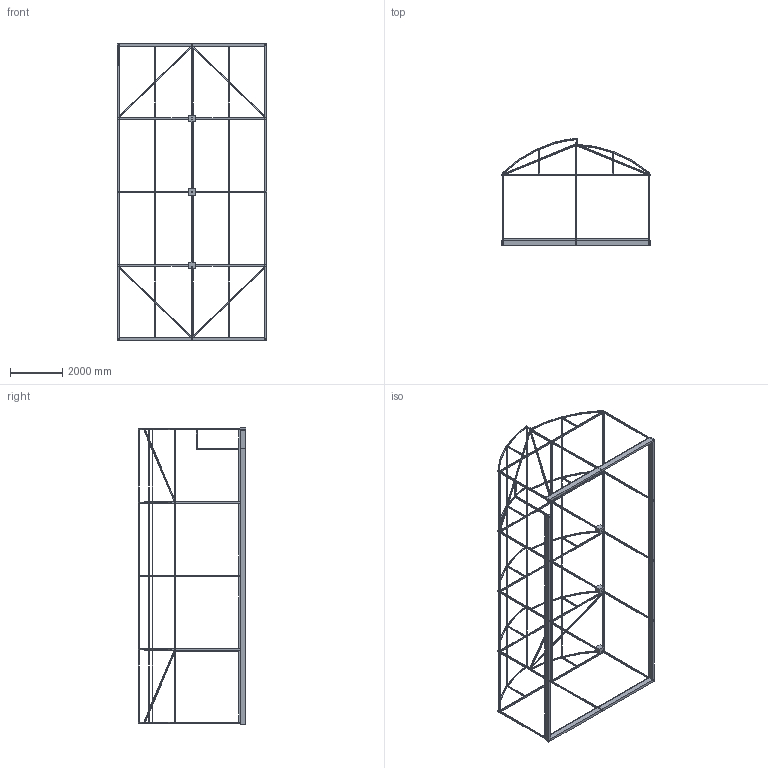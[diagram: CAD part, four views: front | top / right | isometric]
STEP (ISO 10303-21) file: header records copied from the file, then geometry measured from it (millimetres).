
FILE_DESCRIPTION(('FreeCAD Model'),'2;1');
FILE_NAME('Open CASCADE Shape Model','2025-05-02T00:00:19',('FreeCAD'),( 'FreeCAD'),'Open CASCADE STEP processor 7.6','FreeCAD','Unknown');
FILE_SCHEMA(('AUTOMOTIVE_DESIGN { 1 0 10303 214 1 1 1 1 }'));
Length unit declared in the file: millimetre
Products named in the file (1): Open CASCADE STEP translator 7.6 1
Bounding box: 5710.51 x 4109.86 x 11327.4 mm (x, y, z)
Volume: 725568412.8 mm3; surface area: 99561742.6 mm2
Topology: 107 solids, 107 shells, 1133 faces, 2814 edges, 1876 vertices
Faces by surface type: bspline 1133
Entity records: 30351 total; most frequent: CARTESIAN_POINT 12287, ORIENTED_EDGE 5628, EDGE_CURVE 2814, B_SPLINE_CURVE_WITH_KNOTS 2674, VERTEX_POINT 1876, FACE_BOUND 1316, EDGE_LOOP 1316, ADVANCED_FACE 1133
